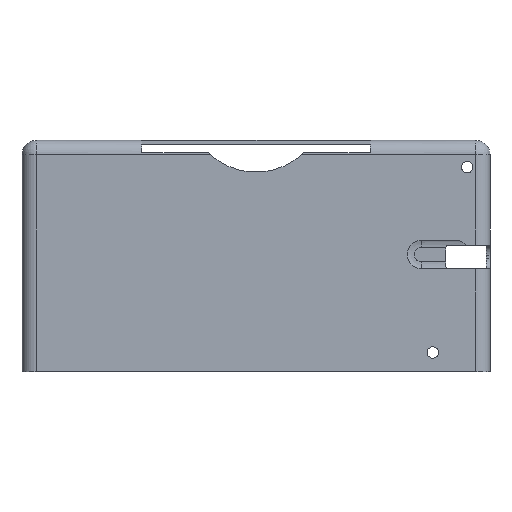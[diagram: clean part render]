
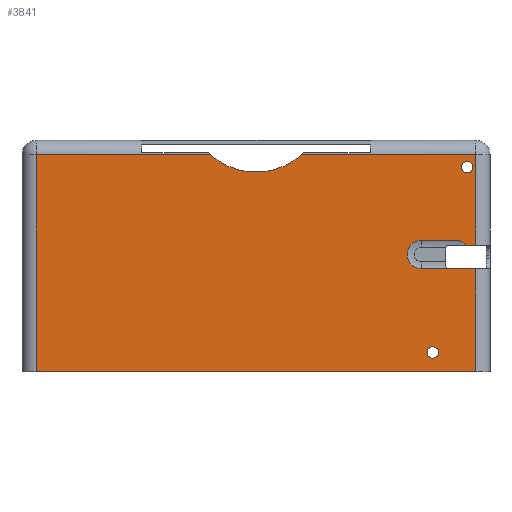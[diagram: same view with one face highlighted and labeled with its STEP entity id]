
A CAD part, front view. The second image highlights one B-rep face of the part: STEP entity #3841.
In plain terms, the highlighted planar face has unit normal (0, -1, 0).
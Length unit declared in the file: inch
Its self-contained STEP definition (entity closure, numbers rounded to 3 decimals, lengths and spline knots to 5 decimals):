
#80=CIRCLE('',#4025,0.15625);
#85=CIRCLE('',#4035,0.15625);
#86=CIRCLE('',#4037,0.75);
#87=CIRCLE('',#4038,0.0625);
#88=CIRCLE('',#4039,0.0625);
#181=FACE_BOUND('',#667,.T.);
#182=FACE_BOUND('',#668,.T.);
#450=FACE_OUTER_BOUND('',#666,.T.);
#666=EDGE_LOOP('',(#3227,#3228,#3229,#3230,#3231,#3232,#3233,#3234,#3235,
#3236,#3237,#3238,#3239));
#667=EDGE_LOOP('',(#3240));
#668=EDGE_LOOP('',(#3241));
#1049=LINE('',#6575,#1441);
#1052=LINE('',#6584,#1444);
#1054=LINE('',#6601,#1446);
#1059=LINE('',#6616,#1451);
#1060=LINE('',#6618,#1452);
#1061=LINE('',#6620,#1453);
#1062=LINE('',#6624,#1454);
#1063=LINE('',#6626,#1455);
#1064=LINE('',#6628,#1456);
#1065=LINE('',#6629,#1457);
#1441=VECTOR('',#4710,0.375);
#1444=VECTOR('',#4719,0.29688);
#1446=VECTOR('',#4725,0.29688);
#1451=VECTOR('',#4740,0.10229);
#1452=VECTOR('',#4741,0.98958);
#1453=VECTOR('',#4742,1.90625);
#1454=VECTOR('',#4745,1.90625);
#1455=VECTOR('',#4746,2.375);
#1456=VECTOR('',#4747,4.8125);
#1457=VECTOR('',#4748,1.125);
#1802=VERTEX_POINT('',#6542);
#1805=VERTEX_POINT('',#6547);
#1809=VERTEX_POINT('',#6566);
#1812=VERTEX_POINT('',#6583);
#1815=VERTEX_POINT('',#6600);
#1819=VERTEX_POINT('',#6611);
#1820=VERTEX_POINT('',#6615);
#1821=VERTEX_POINT('',#6617);
#1822=VERTEX_POINT('',#6619);
#1823=VERTEX_POINT('',#6621);
#1824=VERTEX_POINT('',#6623);
#1825=VERTEX_POINT('',#6625);
#1826=VERTEX_POINT('',#6627);
#1827=VERTEX_POINT('',#6630);
#1828=VERTEX_POINT('',#6632);
#2309=EDGE_CURVE('',#1802,#1805,#80,.T.);
#2314=EDGE_CURVE('',#1805,#1809,#1049,.T.);
#2318=EDGE_CURVE('',#1812,#1802,#1052,.T.);
#2322=EDGE_CURVE('',#1815,#1812,#1054,.T.);
#2329=EDGE_CURVE('',#1809,#1819,#85,.T.);
#2330=EDGE_CURVE('',#1819,#1820,#1059,.T.);
#2331=EDGE_CURVE('',#1821,#1820,#1060,.T.);
#2332=EDGE_CURVE('',#1822,#1821,#1061,.T.);
#2333=EDGE_CURVE('',#1822,#1823,#86,.T.);
#2334=EDGE_CURVE('',#1824,#1823,#1062,.T.);
#2335=EDGE_CURVE('',#1825,#1824,#1063,.T.);
#2336=EDGE_CURVE('',#1825,#1826,#1064,.T.);
#2337=EDGE_CURVE('',#1815,#1826,#1065,.T.);
#2338=EDGE_CURVE('',#1827,#1827,#87,.T.);
#2339=EDGE_CURVE('',#1828,#1828,#88,.T.);
#3227=ORIENTED_EDGE('',*,*,#2322,.T.);
#3228=ORIENTED_EDGE('',*,*,#2318,.T.);
#3229=ORIENTED_EDGE('',*,*,#2309,.T.);
#3230=ORIENTED_EDGE('',*,*,#2314,.T.);
#3231=ORIENTED_EDGE('',*,*,#2329,.T.);
#3232=ORIENTED_EDGE('',*,*,#2330,.T.);
#3233=ORIENTED_EDGE('',*,*,#2331,.F.);
#3234=ORIENTED_EDGE('',*,*,#2332,.F.);
#3235=ORIENTED_EDGE('',*,*,#2333,.T.);
#3236=ORIENTED_EDGE('',*,*,#2334,.F.);
#3237=ORIENTED_EDGE('',*,*,#2335,.F.);
#3238=ORIENTED_EDGE('',*,*,#2336,.T.);
#3239=ORIENTED_EDGE('',*,*,#2337,.F.);
#3240=ORIENTED_EDGE('',*,*,#2338,.T.);
#3241=ORIENTED_EDGE('',*,*,#2339,.T.);
#3653=PLANE('',#4036);
#3841=ADVANCED_FACE('',(#450,#181,#182),#3653,.F.);
#4025=AXIS2_PLACEMENT_3D('',#6549,#4704,#4705);
#4035=AXIS2_PLACEMENT_3D('',#6613,#4736,#4737);
#4036=AXIS2_PLACEMENT_3D('',#6614,#4738,#4739);
#4037=AXIS2_PLACEMENT_3D('',#6622,#4743,#4744);
#4038=AXIS2_PLACEMENT_3D('',#6631,#4749,#4750);
#4039=AXIS2_PLACEMENT_3D('',#6633,#4751,#4752);
#4704=DIRECTION('center_axis',(0.,1.,0.));
#4705=DIRECTION('ref_axis',(1.,0.,0.));
#4710=DIRECTION('',(1.,0.,0.));
#4719=DIRECTION('',(-1.,0.,0.));
#4725=DIRECTION('',(-1.,0.,0.));
#4736=DIRECTION('center_axis',(0.,1.,0.));
#4737=DIRECTION('ref_axis',(1.,0.,0.));
#4738=DIRECTION('center_axis',(0.,1.,0.));
#4739=DIRECTION('ref_axis',(0.,0.,1.));
#4740=DIRECTION('',(1.,0.,0.));
#4741=DIRECTION('',(0.,0.,-1.));
#4742=DIRECTION('',(1.,0.,0.));
#4743=DIRECTION('center_axis',(0.,1.,0.));
#4744=DIRECTION('ref_axis',(-0.667,0.,-0.745));
#4745=DIRECTION('',(1.,0.,0.));
#4746=DIRECTION('',(0.,0.,1.));
#4747=DIRECTION('',(1.,0.,0.));
#4748=DIRECTION('',(0.,0.,-1.));
#4749=DIRECTION('center_axis',(0.,1.,0.));
#4750=DIRECTION('ref_axis',(-1.,0.,0.));
#4751=DIRECTION('center_axis',(0.,1.,0.));
#4752=DIRECTION('ref_axis',(-1.,0.,0.));
#6542=CARTESIAN_POINT('',(3.91246,0.,-1.01122));
#6547=CARTESIAN_POINT('',(3.91246,0.,-0.69872));
#6549=CARTESIAN_POINT('Origin',(3.91246,0.,-0.85497));
#6566=CARTESIAN_POINT('',(4.28746,0.,-0.69872));
#6575=CARTESIAN_POINT('',(3.00621,0.,-0.69872));
#6583=CARTESIAN_POINT('',(4.20933,0.,-1.01122));
#6584=CARTESIAN_POINT('',(3.19371,0.,-1.01122));
#6600=CARTESIAN_POINT('',(4.50621,0.,-1.01122));
#6601=CARTESIAN_POINT('',(3.19371,0.,-1.01122));
#6611=CARTESIAN_POINT('',(4.40392,0.,-0.75081));
#6613=CARTESIAN_POINT('Origin',(4.28746,0.,-0.85497));
#6614=CARTESIAN_POINT('Origin',(2.09996,0.,-1.04247));
#6615=CARTESIAN_POINT('',(4.50621,0.,-0.75081));
#6616=CARTESIAN_POINT('',(3.38121,0.,-0.75081));
#6617=CARTESIAN_POINT('',(4.50621,0.,0.23878));
#6618=CARTESIAN_POINT('',(4.50621,0.,-0.32372));
#6619=CARTESIAN_POINT('',(2.59996,0.,0.23878));
#6620=CARTESIAN_POINT('',(0.81871,0.,0.23878));
#6621=CARTESIAN_POINT('',(1.59996,0.,0.23878));
#6622=CARTESIAN_POINT('Origin',(2.09996,0.,0.79779));
#6623=CARTESIAN_POINT('',(-0.30629,0.,0.23878));
#6624=CARTESIAN_POINT('',(0.81871,0.,0.23878));
#6625=CARTESIAN_POINT('',(-0.30629,0.,-2.13622));
#6626=CARTESIAN_POINT('',(-0.30629,0.,-1.76122));
#6627=CARTESIAN_POINT('',(4.50621,0.,-2.13622));
#6628=CARTESIAN_POINT('',(3.38121,0.,-2.13622));
#6629=CARTESIAN_POINT('',(4.50621,0.,-0.32372));
#6630=CARTESIAN_POINT('',(4.47496,0.,0.10336));
#6631=CARTESIAN_POINT('Origin',(4.41246,0.,0.10336));
#6632=CARTESIAN_POINT('',(4.09996,0.,-1.92789));
#6633=CARTESIAN_POINT('Origin',(4.03746,0.,-1.92789));
